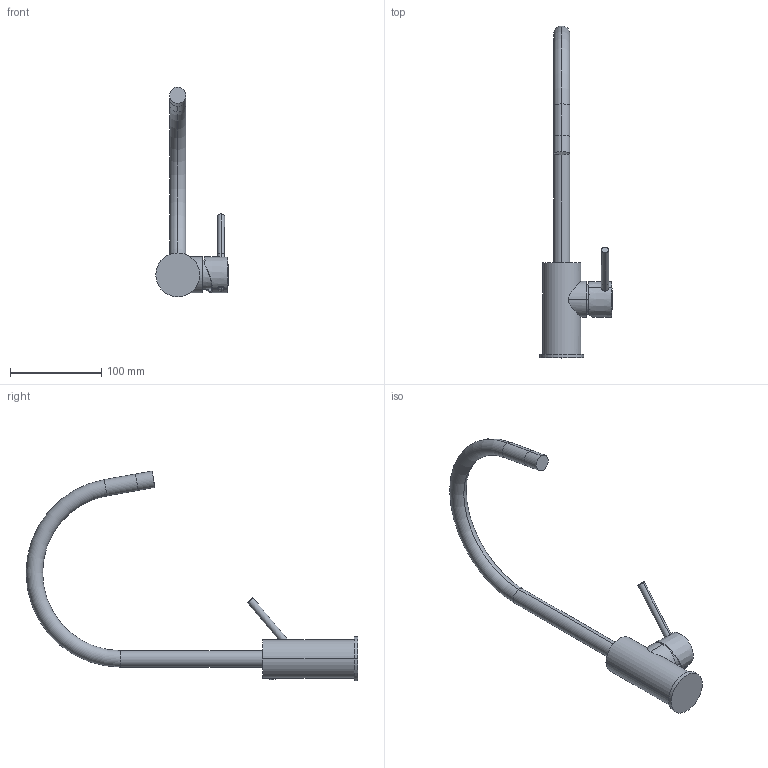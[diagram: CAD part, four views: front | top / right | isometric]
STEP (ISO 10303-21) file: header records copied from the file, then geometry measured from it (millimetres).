
FILE_DESCRIPTION((''),'2;1');
FILE_NAME('LIG180CR','2021-01-21T15:54:24',('ut3'),('PAFFONI SpA'),'CREO PARAMETRIC BY PTC INC, 2020044','CREO PARAMETRIC BY PTC INC, 2020044','');
FILE_SCHEMA(('CONFIG_CONTROL_DESIGN','SHAPE_APPEARANCE_LAYERS_GROUPS'));
Length unit declared in the file: millimetre
Products named in the file (1): LIG180CR
Bounding box: 79.15 x 362.82 x 229.29 mm (x, y, z)
Surface area: 62827.9 mm2 (no closed solid volume)
Topology: 0 solids, 19 shells, 108 faces, 292 edges, 197 vertices
Faces by surface type: cylinder 44, plane 43, cone 15, sphere 4, torus 2
Entity records: 4592 total; most frequent: CARTESIAN_POINT 1177, DIRECTION 531, ORIENTED_EDGE 504, EDGE_CURVE 286, AXIS2_PLACEMENT_3D 199, VERTEX_POINT 197, VECTOR 133, LINE 133
